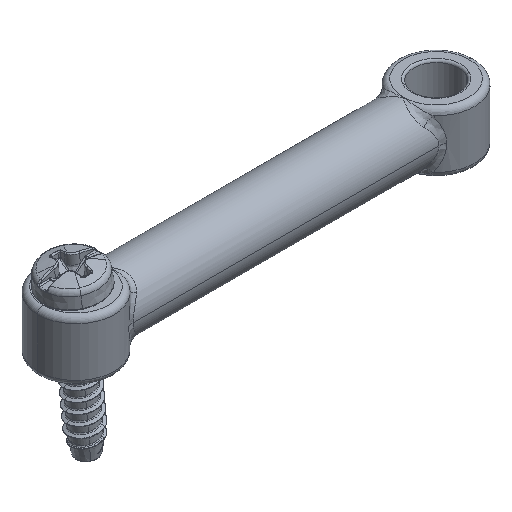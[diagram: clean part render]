
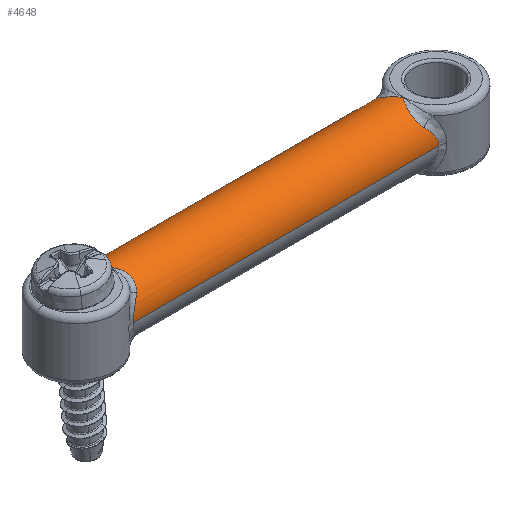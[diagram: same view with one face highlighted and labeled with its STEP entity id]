
A CAD part, isometric view. The second image highlights one B-rep face of the part: STEP entity #4648.
In plain terms, the highlighted cylindrical face has radius 2.75 mm (diameter 5.5 mm), a partial arc.
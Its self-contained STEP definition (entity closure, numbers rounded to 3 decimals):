
#324=LINE('',#6691,#414);
#325=LINE('',#6704,#415);
#414=VECTOR('',#5458,1000.);
#415=VECTOR('',#5459,1000.);
#505=CYLINDRICAL_SURFACE('',#5023,2.75);
#591=B_SPLINE_CURVE_WITH_KNOTS('',3,(#6395,#6396,#6397,#6398,#6399,#6400,
#6401,#6402,#6403),.UNSPECIFIED.,.F.,.F.,(4,1,1,1,1,1,4),(0.,0.25,0.375,
0.5,0.625,0.75,1.),.UNSPECIFIED.);
#595=B_SPLINE_CURVE_WITH_KNOTS('',3,(#6495,#6496,#6497,#6498,#6499,#6500,
#6501,#6502,#6503),.UNSPECIFIED.,.F.,.F.,(4,1,1,1,1,1,4),(0.,0.25,0.375,
0.5,0.625,0.75,1.),.UNSPECIFIED.);
#601=B_SPLINE_CURVE_WITH_KNOTS('',5,(#6658,#6659,#6660,#6661,#6662,#6663,
#6664,#6665,#6666),.UNSPECIFIED.,.F.,.F.,(6,3,6),(0.,0.511,
1.),.UNSPECIFIED.);
#602=B_SPLINE_CURVE_WITH_KNOTS('',3,(#6668,#6669,#6670,#6671,#6672,#6673,
#6674,#6675,#6676),.UNSPECIFIED.,.F.,.F.,(4,1,1,1,1,1,4),(0.,0.25,0.375,
0.5,0.625,0.75,1.),.UNSPECIFIED.);
#603=B_SPLINE_CURVE_WITH_KNOTS('',3,(#6679,#6680,#6681,#6682,#6683,#6684,
#6685,#6686,#6687,#6688,#6689),.UNSPECIFIED.,.F.,.F.,(4,1,1,1,1,1,1,1,4),
(0.,0.25,0.375,0.438,0.5,0.563,0.625,0.75,1.),.UNSPECIFIED.);
#604=B_SPLINE_CURVE_WITH_KNOTS('',3,(#6693,#6694,#6695,#6696,#6697,#6698,
#6699,#6700,#6701,#6702,#6703),.UNSPECIFIED.,.F.,.F.,(4,1,1,1,1,1,1,1,4),
(0.,0.25,0.375,0.438,0.5,0.563,0.625,0.75,1.),.UNSPECIFIED.);
#605=B_SPLINE_CURVE_WITH_KNOTS('',3,(#6706,#6707,#6708,#6709,#6710,#6711,
#6712,#6713,#6714,#6715,#6716),.UNSPECIFIED.,.F.,.F.,(4,1,1,1,1,1,1,1,4),
(0.,0.25,0.375,0.438,0.5,0.563,0.625,0.75,1.),.UNSPECIFIED.);
#606=B_SPLINE_CURVE_WITH_KNOTS('',3,(#6718,#6719,#6720,#6721,#6722,#6723,
#6724,#6725,#6726),.UNSPECIFIED.,.F.,.F.,(4,1,1,1,1,1,4),(0.,0.25,0.375,
0.5,0.625,0.75,1.),.UNSPECIFIED.);
#1089=ORIENTED_EDGE('',*,*,#2558,.T.);
#1090=ORIENTED_EDGE('',*,*,#2559,.T.);
#1091=ORIENTED_EDGE('',*,*,#2560,.T.);
#1092=ORIENTED_EDGE('',*,*,#2561,.F.);
#1093=ORIENTED_EDGE('',*,*,#2549,.F.);
#1094=ORIENTED_EDGE('',*,*,#2540,.F.);
#1095=ORIENTED_EDGE('',*,*,#2557,.F.);
#1096=ORIENTED_EDGE('',*,*,#2562,.F.);
#1097=ORIENTED_EDGE('',*,*,#2563,.T.);
#1098=ORIENTED_EDGE('',*,*,#2564,.T.);
#2540=EDGE_CURVE('',#3280,#3271,#591,.F.);
#2549=EDGE_CURVE('',#3271,#3285,#595,.F.);
#2557=EDGE_CURVE('',#3289,#3280,#601,.T.);
#2558=EDGE_CURVE('',#3290,#3291,#602,.T.);
#2559=EDGE_CURVE('',#3291,#3292,#603,.T.);
#2560=EDGE_CURVE('',#3292,#3293,#324,.T.);
#2561=EDGE_CURVE('',#3285,#3293,#604,.F.);
#2562=EDGE_CURVE('',#3294,#3289,#325,.T.);
#2563=EDGE_CURVE('',#3294,#3295,#605,.T.);
#2564=EDGE_CURVE('',#3295,#3290,#606,.T.);
#3271=VERTEX_POINT('',#6285);
#3280=VERTEX_POINT('',#6404);
#3285=VERTEX_POINT('',#6504);
#3289=VERTEX_POINT('',#6591);
#3290=VERTEX_POINT('',#6677);
#3291=VERTEX_POINT('',#6678);
#3292=VERTEX_POINT('',#6690);
#3293=VERTEX_POINT('',#6692);
#3294=VERTEX_POINT('',#6705);
#3295=VERTEX_POINT('',#6717);
#3891=EDGE_LOOP('',(#1089,#1090,#1091,#1092,#1093,#1094,#1095,#1096,#1097,
#1098));
#4237=FACE_BOUND('',#3891,.T.);
#4648=ADVANCED_FACE('',(#4237),#505,.T.);
#5023=AXIS2_PLACEMENT_3D('',#6667,#5456,#5457);
#5456=DIRECTION('',(1.,0.,0.));
#5457=DIRECTION('',(0.,-1.,0.));
#5458=DIRECTION('',(1.,0.,0.));
#5459=DIRECTION('',(1.,0.,0.));
#6285=CARTESIAN_POINT('',(30.,0.,2.75));
#6395=CARTESIAN_POINT('',(30.,0.,2.75));
#6396=CARTESIAN_POINT('',(29.837,0.19,2.75));
#6397=CARTESIAN_POINT('',(29.637,0.474,2.722));
#6398=CARTESIAN_POINT('',(29.457,0.857,2.617));
#6399=CARTESIAN_POINT('',(29.37,1.109,2.524));
#6400=CARTESIAN_POINT('',(29.313,1.456,2.343));
#6401=CARTESIAN_POINT('',(29.346,1.824,2.08));
#6402=CARTESIAN_POINT('',(29.494,2.075,1.816));
#6403=CARTESIAN_POINT('',(29.646,2.2,1.65));
#6404=CARTESIAN_POINT('',(29.646,2.2,1.65));
#6495=CARTESIAN_POINT('',(29.646,-2.2,1.65));
#6496=CARTESIAN_POINT('',(29.494,-2.075,1.816));
#6497=CARTESIAN_POINT('',(29.346,-1.825,2.08));
#6498=CARTESIAN_POINT('',(29.313,-1.454,2.344));
#6499=CARTESIAN_POINT('',(29.368,-1.114,2.522));
#6500=CARTESIAN_POINT('',(29.463,-0.839,2.625));
#6501=CARTESIAN_POINT('',(29.672,-0.416,2.732));
#6502=CARTESIAN_POINT('',(29.852,-0.172,2.75));
#6503=CARTESIAN_POINT('',(30.,0.,2.75));
#6504=CARTESIAN_POINT('',(29.646,-2.2,1.65));
#6591=CARTESIAN_POINT('',(30.513,2.75,0.));
#6658=CARTESIAN_POINT('',(30.513,2.75,0.));
#6659=CARTESIAN_POINT('',(30.513,2.75,0.192));
#6660=CARTESIAN_POINT('',(30.478,2.733,0.384));
#6661=CARTESIAN_POINT('',(30.409,2.7,0.57));
#6662=CARTESIAN_POINT('',(30.235,2.608,0.915));
#6663=CARTESIAN_POINT('',(30.008,2.468,1.229));
#6664=CARTESIAN_POINT('',(29.89,2.39,1.376));
#6665=CARTESIAN_POINT('',(29.768,2.3,1.516));
#6666=CARTESIAN_POINT('',(29.646,2.2,1.65));
#6667=CARTESIAN_POINT('',(18.91,0.,0.));
#6668=CARTESIAN_POINT('',(3.,0.,2.75));
#6669=CARTESIAN_POINT('',(3.167,-0.195,2.75));
#6670=CARTESIAN_POINT('',(3.371,-0.487,2.72));
#6671=CARTESIAN_POINT('',(3.552,-0.877,2.611));
#6672=CARTESIAN_POINT('',(3.638,-1.139,2.51));
#6673=CARTESIAN_POINT('',(3.687,-1.476,2.33));
#6674=CARTESIAN_POINT('',(3.646,-1.843,2.063));
#6675=CARTESIAN_POINT('',(3.501,-2.08,1.811));
#6676=CARTESIAN_POINT('',(3.354,-2.2,1.65));
#6677=CARTESIAN_POINT('',(3.,0.,2.75));
#6678=CARTESIAN_POINT('',(3.354,-2.2,1.65));
#6679=CARTESIAN_POINT('',(3.354,-2.2,1.65));
#6680=CARTESIAN_POINT('',(3.213,-2.315,1.496));
#6681=CARTESIAN_POINT('',(3.035,-2.442,1.277));
#6682=CARTESIAN_POINT('',(2.889,-2.531,1.078));
#6683=CARTESIAN_POINT('',(2.818,-2.573,0.971));
#6684=CARTESIAN_POINT('',(2.788,-2.59,0.926));
#6685=CARTESIAN_POINT('',(2.707,-2.636,0.787));
#6686=CARTESIAN_POINT('',(2.632,-2.677,0.635));
#6687=CARTESIAN_POINT('',(2.523,-2.735,0.359));
#6688=CARTESIAN_POINT('',(2.487,-2.75,0.14));
#6689=CARTESIAN_POINT('',(2.487,-2.75,0.));
#6690=CARTESIAN_POINT('',(2.487,-2.75,0.));
#6691=CARTESIAN_POINT('',(18.91,-2.75,0.));
#6692=CARTESIAN_POINT('',(30.513,-2.75,0.));
#6693=CARTESIAN_POINT('',(30.513,-2.75,0.));
#6694=CARTESIAN_POINT('',(30.513,-2.75,0.14));
#6695=CARTESIAN_POINT('',(30.477,-2.735,0.359));
#6696=CARTESIAN_POINT('',(30.368,-2.677,0.635));
#6697=CARTESIAN_POINT('',(30.293,-2.636,0.787));
#6698=CARTESIAN_POINT('',(30.212,-2.59,0.926));
#6699=CARTESIAN_POINT('',(30.182,-2.573,0.971));
#6700=CARTESIAN_POINT('',(30.111,-2.531,1.078));
#6701=CARTESIAN_POINT('',(29.965,-2.442,1.277));
#6702=CARTESIAN_POINT('',(29.787,-2.316,1.496));
#6703=CARTESIAN_POINT('',(29.646,-2.2,1.65));
#6704=CARTESIAN_POINT('',(18.91,2.75,0.));
#6705=CARTESIAN_POINT('',(2.487,2.75,0.));
#6706=CARTESIAN_POINT('',(2.487,2.75,0.));
#6707=CARTESIAN_POINT('',(2.487,2.75,0.14));
#6708=CARTESIAN_POINT('',(2.523,2.735,0.359));
#6709=CARTESIAN_POINT('',(2.632,2.677,0.635));
#6710=CARTESIAN_POINT('',(2.707,2.636,0.787));
#6711=CARTESIAN_POINT('',(2.788,2.59,0.926));
#6712=CARTESIAN_POINT('',(2.818,2.573,0.971));
#6713=CARTESIAN_POINT('',(2.889,2.531,1.078));
#6714=CARTESIAN_POINT('',(3.035,2.442,1.277));
#6715=CARTESIAN_POINT('',(3.213,2.316,1.496));
#6716=CARTESIAN_POINT('',(3.354,2.2,1.65));
#6717=CARTESIAN_POINT('',(3.354,2.2,1.65));
#6718=CARTESIAN_POINT('',(3.354,2.2,1.65));
#6719=CARTESIAN_POINT('',(3.501,2.079,1.811));
#6720=CARTESIAN_POINT('',(3.646,1.843,2.063));
#6721=CARTESIAN_POINT('',(3.688,1.477,2.33));
#6722=CARTESIAN_POINT('',(3.638,1.138,2.511));
#6723=CARTESIAN_POINT('',(3.551,0.877,2.611));
#6724=CARTESIAN_POINT('',(3.371,0.487,2.72));
#6725=CARTESIAN_POINT('',(3.167,0.195,2.75));
#6726=CARTESIAN_POINT('',(3.,0.,2.75));
